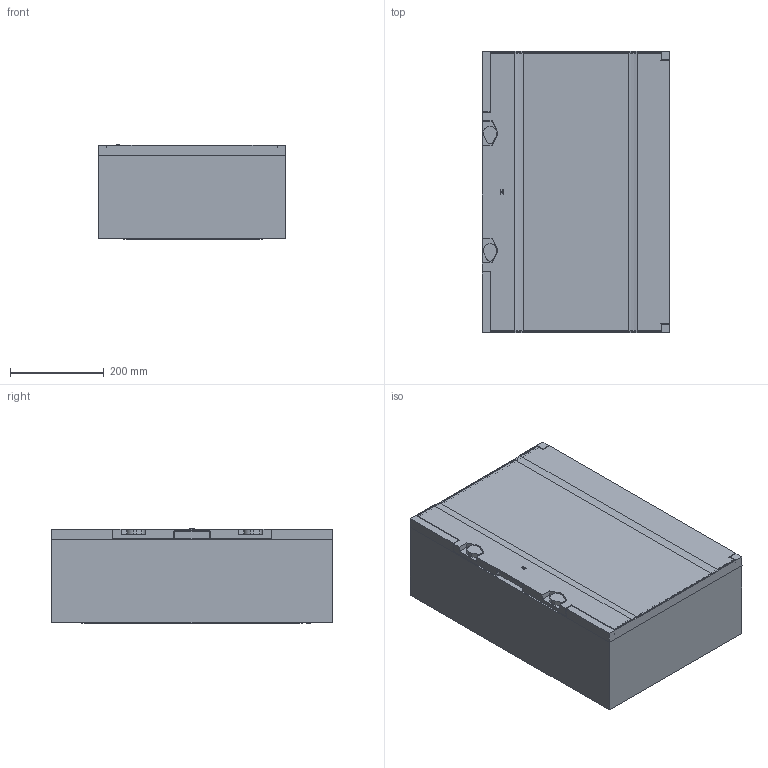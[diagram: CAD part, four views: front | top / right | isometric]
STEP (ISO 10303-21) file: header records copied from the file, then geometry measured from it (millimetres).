
FILE_DESCRIPTION (( 'STEP AP203' ), '1' );
FILE_NAME ('TR5-12-N-060-40-20-65 TETRA 5 Êîðïóñ ïëàñòèê. ÙÌÏï 600õ400õ200ìì IP65 IEK.STEP', '2022-12-27T09:36:04', ( '' ), ( '' ), 'SwSTEP 2.0', 'SolidWorks 2022', '' );
FILE_SCHEMA (( 'CONFIG_CONTROL_DESIGN' ));
Length unit declared in the file: millimetre
Products named in the file (1): TR5-12-N-060-40-20-65 TETRA 5 Корпус пластик. ЩМПп 600х400х200мм IP65 IEK
Bounding box: 400 x 600 x 200.6 mm (x, y, z)
Volume: 10421131.3 mm3; surface area: 2244884 mm2
Topology: 3 solids, 11 shells, 2577 faces, 6536 edges, 4316 vertices
Faces by surface type: plane 2048, cone 226, cylinder 142, bspline 113, torus 48
Entity records: 81313 total; most frequent: CARTESIAN_POINT 19760, ORIENTED_EDGE 13072, DIRECTION 11646, EDGE_CURVE 6536, VECTOR 5300, LINE 5300, VERTEX_POINT 4316, AXIS2_PLACEMENT_3D 3173
